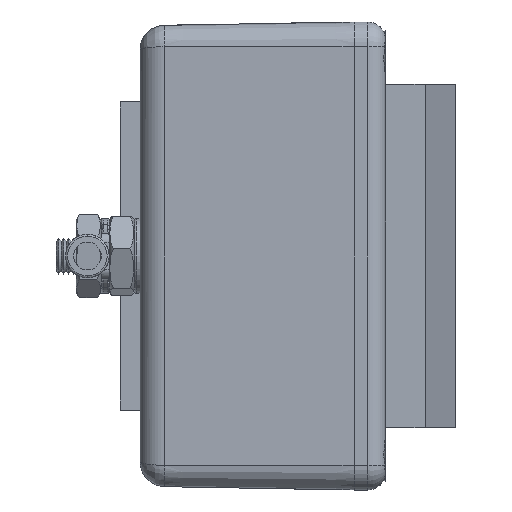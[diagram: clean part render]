
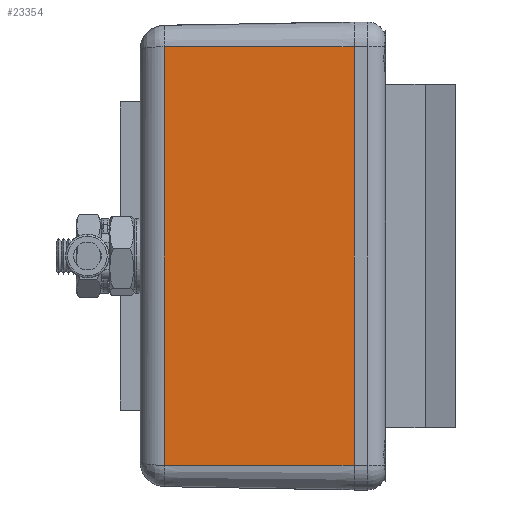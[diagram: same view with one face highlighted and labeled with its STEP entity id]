
A CAD part, left-side view. The second image highlights one B-rep face of the part: STEP entity #23354.
In plain terms, the highlighted planar face has unit normal (-1, 0.018, 0).
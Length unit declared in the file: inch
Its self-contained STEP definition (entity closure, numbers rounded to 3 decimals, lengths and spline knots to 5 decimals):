
#177 = VERTEX_POINT ( 'NONE', #6354 ) ;
#179 = VERTEX_POINT ( 'NONE', #6337 ) ;
#186 = VERTEX_POINT ( 'NONE', #6318 ) ;
#190 = VERTEX_POINT ( 'NONE', #6310 ) ;
#6310 = CARTESIAN_POINT ( 'NONE',  ( -2.16844, 0.95718, -1.056 ) ) ;
#6318 = CARTESIAN_POINT ( 'NONE',  ( -2.16844, 0.95718, 1.0561 ) ) ;
#6337 = CARTESIAN_POINT ( 'NONE',  ( -2.18515, 0., -1.056 ) ) ;
#6354 = CARTESIAN_POINT ( 'NONE',  ( -2.18515, 0., 1.0561 ) ) ;
#10099 = ORIENTED_EDGE ( 'NONE', *, *, #12019, .F. ) ;
#10101 = ORIENTED_EDGE ( 'NONE', *, *, #12003, .T. ) ;
#10103 = ORIENTED_EDGE ( 'NONE', *, *, #12030, .T. ) ;
#10105 = ORIENTED_EDGE ( 'NONE', *, *, #12008, .T. ) ;
#12003 = EDGE_CURVE ( 'NONE', #186, #190, #15038, .T. ) ;
#12008 = EDGE_CURVE ( 'NONE', #179, #177, #25152, .T. ) ;
#12019 = EDGE_CURVE ( 'NONE', #186, #177, #25167, .T. ) ;
#12030 = EDGE_CURVE ( 'NONE', #190, #179, #25179, .T. ) ;
#12805 = VECTOR ( 'NONE', #24381, 39.37008 ) ;
#15038 = LINE ( 'NONE', #24371, #12805 ) ;
#20367 = EDGE_LOOP ( 'NONE', ( #10099, #10101, #10103, #10105 ) ) ;
#23354 = ADVANCED_FACE ( 'NONE', ( #32436 ), #33066, .T. ) ;
#24371 = CARTESIAN_POINT ( 'NONE',  ( -2.16844, 0.95718, -1.056 ) ) ;
#24381 = DIRECTION ( 'NONE',  ( 0., 0., -1. ) ) ;
#24390 = CARTESIAN_POINT ( 'NONE',  ( -2.18515, 0., -1.056 ) ) ;
#24391 = DIRECTION ( 'NONE',  ( 0., 0., 1. ) ) ;
#24494 = CARTESIAN_POINT ( 'NONE',  ( -2.18515, 0., 1.0561 ) ) ;
#24530 = DIRECTION ( 'NONE',  ( -0.017, -1., 0. ) ) ;
#24577 = CARTESIAN_POINT ( 'NONE',  ( -2.18515, 0., -1.056 ) ) ;
#24578 = DIRECTION ( 'NONE',  ( -0.017, -1., 0. ) ) ;
#25152 = LINE ( 'NONE', #24390, #25155 ) ;
#25155 = VECTOR ( 'NONE', #24391, 39.37008 ) ;
#25167 = LINE ( 'NONE', #24494, #25170 ) ;
#25170 = VECTOR ( 'NONE', #24530, 39.37008 ) ;
#25179 = LINE ( 'NONE', #24577, #25184 ) ;
#25184 = VECTOR ( 'NONE', #24578, 39.37008 ) ;
#26950 = AXIS2_PLACEMENT_3D ( 'NONE', #33068, #33073, #33074 ) ;
#32436 = FACE_OUTER_BOUND ( 'NONE', #20367, .T. ) ;
#33066 = PLANE ( 'NONE',  #26950 ) ;
#33068 = CARTESIAN_POINT ( 'NONE',  ( -2.18515, 0., -1.056 ) ) ;
#33073 = DIRECTION ( 'NONE',  ( -1., 0.017, 0. ) ) ;
#33074 = DIRECTION ( 'NONE',  ( -0.017, -1., 0. ) ) ;
